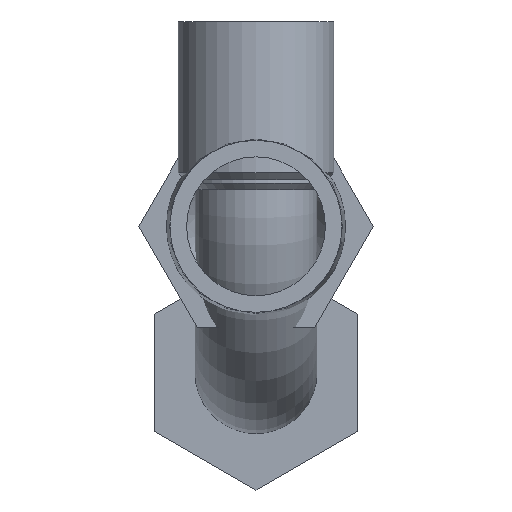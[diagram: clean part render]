
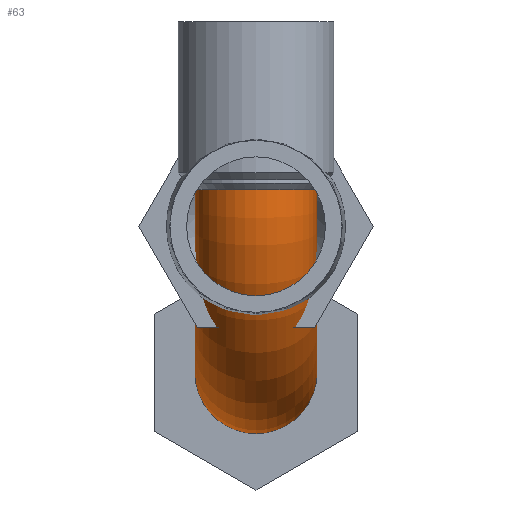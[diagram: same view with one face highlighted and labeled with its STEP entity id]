
A CAD part, front view. The second image highlights one B-rep face of the part: STEP entity #63.
In plain terms, the highlighted toroidal (fillet/blend) face has major radius 27 mm and minor radius 9 mm.
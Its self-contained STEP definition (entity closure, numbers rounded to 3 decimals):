
#63 = ADVANCED_FACE( '', ( #145, #146 ), #147, .T. );
#145 = FACE_OUTER_BOUND( '', #267, .T. );
#146 = FACE_OUTER_BOUND( '', #268, .T. );
#147 = TOROIDAL_SURFACE( '', #269, 27., 9. );
#267 = EDGE_LOOP( '', ( #382 ) );
#268 = EDGE_LOOP( '', ( #383 ) );
#269 = AXIS2_PLACEMENT_3D( '', #384, #385, #386 );
#382 = ORIENTED_EDGE( '', *, *, #576, .T. );
#383 = ORIENTED_EDGE( '', *, *, #577, .F. );
#384 = CARTESIAN_POINT( '', ( 0., 27., 5.374 ) );
#385 = DIRECTION( '', ( -1., 0., 0. ) );
#386 = DIRECTION( '', ( 0., -1., 0. ) );
#576 = EDGE_CURVE( '', #644, #644, #645, .T. );
#577 = EDGE_CURVE( '', #646, #646, #647, .T. );
#644 = VERTEX_POINT( '', #745 );
#645 = CIRCLE( '', #746, 9. );
#646 = VERTEX_POINT( '', #747 );
#647 = CIRCLE( '', #748, 9. );
#745 = CARTESIAN_POINT( '', ( 9., 27., -21.626 ) );
#746 = AXIS2_PLACEMENT_3D( '', #863, #864, #865 );
#747 = CARTESIAN_POINT( '', ( -9., 0., 5.374 ) );
#748 = AXIS2_PLACEMENT_3D( '', #866, #867, #868 );
#863 = CARTESIAN_POINT( '', ( 0., 27., -21.626 ) );
#864 = DIRECTION( '', ( 0., -1., 0. ) );
#865 = DIRECTION( '', ( 1., 0., 0. ) );
#866 = CARTESIAN_POINT( '', ( 0., 0., 5.374 ) );
#867 = DIRECTION( '', ( 0., 0., 1. ) );
#868 = DIRECTION( '', ( -1., 0., 0. ) );
